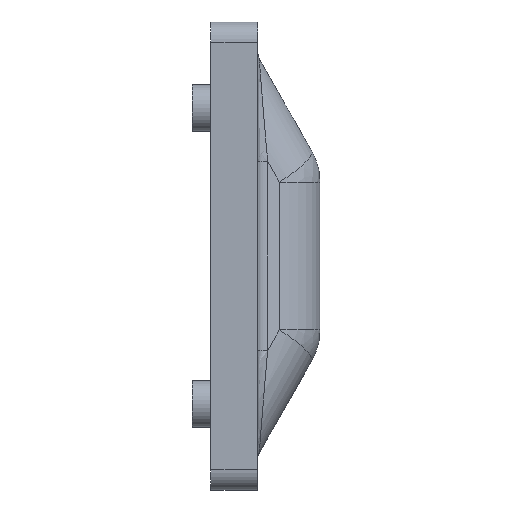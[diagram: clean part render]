
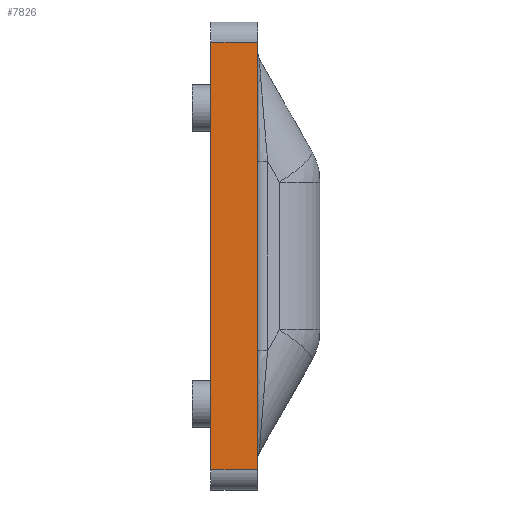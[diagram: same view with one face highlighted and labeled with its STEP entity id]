
A CAD part, left-side view. The second image highlights one B-rep face of the part: STEP entity #7826.
In plain terms, the highlighted planar face has unit normal (-1, 0, 0).
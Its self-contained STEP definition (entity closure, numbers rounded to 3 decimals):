
#419 = CARTESIAN_POINT ( 'NONE',  ( -17., 0., -13.7 ) ) ;
#1425 = LINE ( 'NONE', #6841, #2657 ) ;
#1446 = ORIENTED_EDGE ( 'NONE', *, *, #5428, .T. ) ;
#1772 = FACE_OUTER_BOUND ( 'NONE', #4730, .T. ) ;
#1777 = DIRECTION ( 'NONE',  ( 0., 0., 1. ) ) ;
#2124 = CARTESIAN_POINT ( 'NONE',  ( -17., 0., 13.7 ) ) ;
#2149 = DIRECTION ( 'NONE',  ( 0., 0., 1. ) ) ;
#2398 = DIRECTION ( 'NONE',  ( 0., 0., 1. ) ) ;
#2442 = VERTEX_POINT ( 'NONE', #8103 ) ;
#2657 = VECTOR ( 'NONE', #2149, 1000. ) ;
#3128 = EDGE_CURVE ( 'NONE', #4018, #2442, #5741, .T. ) ;
#3171 = PLANE ( 'NONE',  #4803 ) ;
#3367 = CARTESIAN_POINT ( 'NONE',  ( -17., 0., 15. ) ) ;
#3551 = VERTEX_POINT ( 'NONE', #7226 ) ;
#3797 = ORIENTED_EDGE ( 'NONE', *, *, #6993, .T. ) ;
#3886 = LINE ( 'NONE', #2124, #9587 ) ;
#4018 = VERTEX_POINT ( 'NONE', #419 ) ;
#4730 = EDGE_LOOP ( 'NONE', ( #4739, #7684, #1446, #3797 ) ) ;
#4739 = ORIENTED_EDGE ( 'NONE', *, *, #3128, .F. ) ;
#4803 = AXIS2_PLACEMENT_3D ( 'NONE', #3367, #9440, #2398 ) ;
#4959 = CARTESIAN_POINT ( 'NONE',  ( -17., 0., -13.7 ) ) ;
#5268 = DIRECTION ( 'NONE',  ( 0., 1., 0. ) ) ;
#5428 = EDGE_CURVE ( 'NONE', #3551, #7819, #1425, .T. ) ;
#5694 = CARTESIAN_POINT ( 'NONE',  ( -17., 0., 15. ) ) ;
#5741 = LINE ( 'NONE', #5694, #8402 ) ;
#6763 = LINE ( 'NONE', #4959, #8276 ) ;
#6841 = CARTESIAN_POINT ( 'NONE',  ( -17., -3., 15. ) ) ;
#6906 = EDGE_CURVE ( 'NONE', #4018, #3551, #6763, .T. ) ;
#6993 = EDGE_CURVE ( 'NONE', #7819, #2442, #3886, .T. ) ;
#7226 = CARTESIAN_POINT ( 'NONE',  ( -17., -3., -13.7 ) ) ;
#7287 = CARTESIAN_POINT ( 'NONE',  ( -17., -3., 13.7 ) ) ;
#7330 = DIRECTION ( 'NONE',  ( 0., -1., 0. ) ) ;
#7684 = ORIENTED_EDGE ( 'NONE', *, *, #6906, .T. ) ;
#7819 = VERTEX_POINT ( 'NONE', #7287 ) ;
#7826 = ADVANCED_FACE ( 'NONE', ( #1772 ), #3171, .T. ) ;
#8103 = CARTESIAN_POINT ( 'NONE',  ( -17., 0., 13.7 ) ) ;
#8276 = VECTOR ( 'NONE', #7330, 1000. ) ;
#8402 = VECTOR ( 'NONE', #1777, 1000. ) ;
#9440 = DIRECTION ( 'NONE',  ( -1., 0., 0. ) ) ;
#9587 = VECTOR ( 'NONE', #5268, 1000. ) ;
